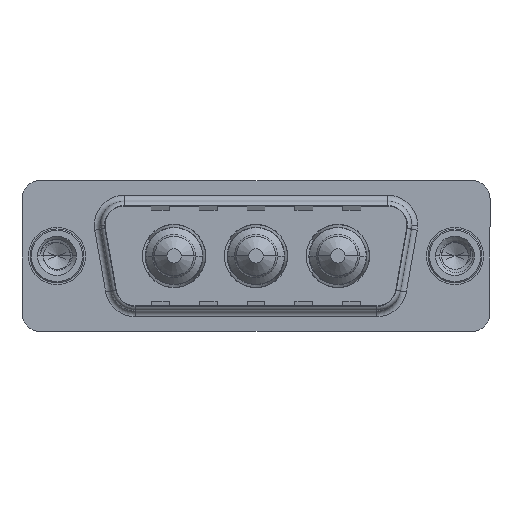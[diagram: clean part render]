
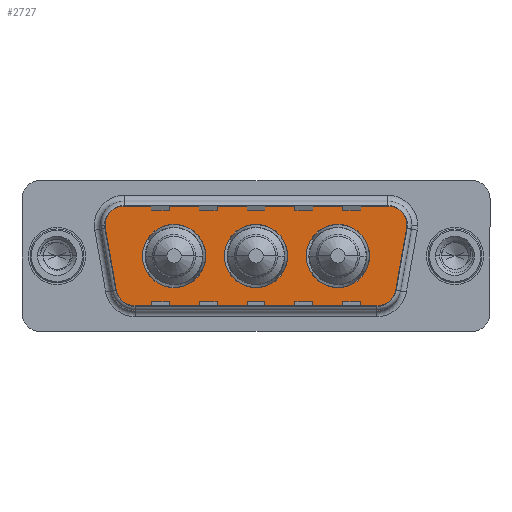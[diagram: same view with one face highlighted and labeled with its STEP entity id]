
A CAD part, top view. The second image highlights one B-rep face of the part: STEP entity #2727.
In plain terms, the highlighted planar face has unit normal (0, 0, 1).
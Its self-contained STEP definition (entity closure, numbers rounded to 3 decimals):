
#26 = CARTESIAN_POINT ( 'NONE',  ( 29.859, 2.553, 0. ) ) ;
#147 = CIRCLE ( 'NONE', #16460, 2.65 ) ;
#336 = DIRECTION ( 'NONE',  ( 0., 0., 1. ) ) ;
#421 = VERTEX_POINT ( 'NONE', #18057 ) ;
#436 = EDGE_CURVE ( 'NONE', #10934, #10754, #147, .T. ) ;
#546 = DIRECTION ( 'NONE',  ( 1., 0., 0. ) ) ;
#643 = DIRECTION ( 'NONE',  ( 0., 0., 1. ) ) ;
#744 = DIRECTION ( 'NONE',  ( -1., 0., 0. ) ) ;
#873 = AXIS2_PLACEMENT_3D ( 'NONE', #2139, #13062, #3655 ) ;
#892 = CARTESIAN_POINT ( 'NONE',  ( 28.836, -3.247, 0. ) ) ;
#1202 = ORIENTED_EDGE ( 'NONE', *, *, #3874, .F. ) ;
#1287 = VERTEX_POINT ( 'NONE', #892 ) ;
#1331 = AXIS2_PLACEMENT_3D ( 'NONE', #15610, #10316, #10662 ) ;
#1417 = EDGE_CURVE ( 'NONE', #4195, #6471, #3906, .T. ) ;
#1535 = LINE ( 'NONE', #4808, #5109 ) ;
#1557 = CARTESIAN_POINT ( 'NONE',  ( 20.85, 0., 0. ) ) ;
#1894 = ORIENTED_EDGE ( 'NONE', *, *, #13196, .T. ) ;
#2139 = CARTESIAN_POINT ( 'NONE',  ( 26.866, -2.9, 0. ) ) ;
#2224 = CIRCLE ( 'NONE', #19339, 2.65 ) ;
#2679 = FACE_BOUND ( 'NONE', #14695, .T. ) ;
#2702 = CARTESIAN_POINT ( 'NONE',  ( 26.866, -4.9, 0. ) ) ;
#2727 = ADVANCED_FACE ( 'NONE', ( #6297, #6787, #2679, #10492 ), #6302, .T. ) ;
#2854 = ORIENTED_EDGE ( 'NONE', *, *, #5746, .F. ) ;
#2934 = DIRECTION ( 'NONE',  ( -1., 0., 0. ) ) ;
#3306 = CIRCLE ( 'NONE', #13050, 2. ) ;
#3393 = AXIS2_PLACEMENT_3D ( 'NONE', #18109, #10250, #12279 ) ;
#3483 = DIRECTION ( 'NONE',  ( 0., 0., 1. ) ) ;
#3545 = AXIS2_PLACEMENT_3D ( 'NONE', #19009, #9763, #546 ) ;
#3645 = DIRECTION ( 'NONE',  ( 1., 0., 0. ) ) ;
#3655 = DIRECTION ( 'NONE',  ( 1., 0., 0. ) ) ;
#3713 = EDGE_LOOP ( 'NONE', ( #4492, #13620 ) ) ;
#3754 = EDGE_CURVE ( 'NONE', #19236, #11403, #2224, .T. ) ;
#3815 = DIRECTION ( 'NONE',  ( 0., 0., 1. ) ) ;
#3874 = EDGE_CURVE ( 'NONE', #6596, #18182, #4336, .T. ) ;
#3906 = CIRCLE ( 'NONE', #1331, 2. ) ;
#4078 = CIRCLE ( 'NONE', #873, 2. ) ;
#4099 = CARTESIAN_POINT ( 'NONE',  ( 3.441, 2.553, 0. ) ) ;
#4195 = VERTEX_POINT ( 'NONE', #19675 ) ;
#4336 = CIRCLE ( 'NONE', #3393, 2.65 ) ;
#4441 = EDGE_CURVE ( 'NONE', #13081, #14795, #12201, .T. ) ;
#4492 = ORIENTED_EDGE ( 'NONE', *, *, #436, .F. ) ;
#4618 = CARTESIAN_POINT ( 'NONE',  ( 14., 0., 0. ) ) ;
#4777 = DIRECTION ( 'NONE',  ( 1., 0., 0. ) ) ;
#4808 = CARTESIAN_POINT ( 'NONE',  ( 6.434, -4.9, 0. ) ) ;
#4807 = CARTESIAN_POINT ( 'NONE',  ( 12.45, 0., 0. ) ) ;
#4915 = DIRECTION ( 'NONE',  ( 0., 0., 1. ) ) ;
#4977 = CARTESIAN_POINT ( 'NONE',  ( 7.15, 0., 0. ) ) ;
#4986 = CIRCLE ( 'NONE', #16899, 2.65 ) ;
#4997 = ORIENTED_EDGE ( 'NONE', *, *, #4441, .T. ) ;
#5109 = VECTOR ( 'NONE', #4777, 1000. ) ;
#5233 = DIRECTION ( 'NONE',  ( 0., 0., 1. ) ) ;
#5602 = CARTESIAN_POINT ( 'NONE',  ( 16.65, 0., 0. ) ) ;
#5725 = AXIS2_PLACEMENT_3D ( 'NONE', #6999, #643, #2934 ) ;
#5746 = EDGE_CURVE ( 'NONE', #18182, #6596, #6185, .T. ) ;
#6185 = CIRCLE ( 'NONE', #9018, 2.65 ) ;
#6237 = VECTOR ( 'NONE', #744, 1000. ) ;
#6297 = FACE_BOUND ( 'NONE', #3713, .T. ) ;
#6302 = PLANE ( 'NONE',  #14798 ) ;
#6471 = VERTEX_POINT ( 'NONE', #11831 ) ;
#6596 = VERTEX_POINT ( 'NONE', #4977 ) ;
#6787 = FACE_BOUND ( 'NONE', #13791, .T. ) ;
#6891 = CARTESIAN_POINT ( 'NONE',  ( 5.411, 2.9, 0. ) ) ;
#6999 = CARTESIAN_POINT ( 'NONE',  ( 27.889, 2.9, 0. ) ) ;
#7051 = LINE ( 'NONE', #26, #11232 ) ;
#7266 = CIRCLE ( 'NONE', #3545, 2.65 ) ;
#7307 = LINE ( 'NONE', #8901, #11501 ) ;
#7946 = VERTEX_POINT ( 'NONE', #4099 ) ;
#8486 = DIRECTION ( 'NONE',  ( 1., 0., 0. ) ) ;
#8686 = EDGE_CURVE ( 'NONE', #6471, #15132, #1535, .T. ) ;
#8901 = CARTESIAN_POINT ( 'NONE',  ( 3.441, 2.553, 0. ) ) ;
#9018 = AXIS2_PLACEMENT_3D ( 'NONE', #19134, #3483, #3645 ) ;
#9430 = CARTESIAN_POINT ( 'NONE',  ( 29.859, 2.553, 0. ) ) ;
#9458 = EDGE_CURVE ( 'NONE', #7946, #4195, #7307, .T. ) ;
#9537 = CARTESIAN_POINT ( 'NONE',  ( 26.15, 0., 0. ) ) ;
#9553 = CARTESIAN_POINT ( 'NONE',  ( 27.889, 2.9, 0. ) ) ;
#9621 = CARTESIAN_POINT ( 'NONE',  ( 19.3, 0., 0. ) ) ;
#9759 = EDGE_CURVE ( 'NONE', #1287, #13081, #7051, .T. ) ;
#9763 = DIRECTION ( 'NONE',  ( 0., 0., 1. ) ) ;
#10250 = DIRECTION ( 'NONE',  ( 0., 0., 1. ) ) ;
#10316 = DIRECTION ( 'NONE',  ( 0., 0., 1. ) ) ;
#10492 = FACE_OUTER_BOUND ( 'NONE', #10573, .T. ) ;
#10525 = DIRECTION ( 'NONE',  ( 0.174, -0.985, 0. ) ) ;
#10573 = EDGE_LOOP ( 'NONE', ( #19295, #15126, #4997, #1894, #11748, #11083, #19313, #13804, #18864 ) ) ;
#10662 = DIRECTION ( 'NONE',  ( -1., 0., 0. ) ) ;
#10754 = VERTEX_POINT ( 'NONE', #4618 ) ;
#10886 = ORIENTED_EDGE ( 'NONE', *, *, #10956, .F. ) ;
#10916 = LINE ( 'NONE', #14748, #6237 ) ;
#10934 = VERTEX_POINT ( 'NONE', #9621 ) ;
#10956 = EDGE_CURVE ( 'NONE', #11403, #19236, #7266, .T. ) ;
#11083 = ORIENTED_EDGE ( 'NONE', *, *, #14274, .T. ) ;
#11162 = DIRECTION ( 'NONE',  ( -1., 0., 0. ) ) ;
#11232 = VECTOR ( 'NONE', #17008, 1000. ) ;
#11382 = CARTESIAN_POINT ( 'NONE',  ( 29.889, 2.9, 0. ) ) ;
#11403 = VERTEX_POINT ( 'NONE', #9537 ) ;
#11475 = CARTESIAN_POINT ( 'NONE',  ( 5.411, 4.9, 0. ) ) ;
#11501 = VECTOR ( 'NONE', #10525, 1000. ) ;
#11748 = ORIENTED_EDGE ( 'NONE', *, *, #12296, .T. ) ;
#11831 = CARTESIAN_POINT ( 'NONE',  ( 6.434, -4.9, 0. ) ) ;
#12201 = CIRCLE ( 'NONE', #5725, 2. ) ;
#12279 = DIRECTION ( 'NONE',  ( 1., 0., 0. ) ) ;
#12296 = EDGE_CURVE ( 'NONE', #421, #18926, #10916, .T. ) ;
#12612 = ORIENTED_EDGE ( 'NONE', *, *, #3754, .F. ) ;
#12773 = EDGE_CURVE ( 'NONE', #10754, #10934, #4986, .T. ) ;
#12840 = DIRECTION ( 'NONE',  ( 1., 0., 0. ) ) ;
#13050 = AXIS2_PLACEMENT_3D ( 'NONE', #9553, #336, #11162 ) ;
#13062 = DIRECTION ( 'NONE',  ( 0., 0., 1. ) ) ;
#13081 = VERTEX_POINT ( 'NONE', #9430 ) ;
#13196 = EDGE_CURVE ( 'NONE', #14795, #421, #3306, .T. ) ;
#13367 = DIRECTION ( 'NONE',  ( 0., 0., 1. ) ) ;
#13620 = ORIENTED_EDGE ( 'NONE', *, *, #12773, .F. ) ;
#13791 = EDGE_LOOP ( 'NONE', ( #10886, #12612 ) ) ;
#13804 = ORIENTED_EDGE ( 'NONE', *, *, #1417, .T. ) ;
#14274 = EDGE_CURVE ( 'NONE', #18926, #7946, #14747, .T. ) ;
#14338 = CARTESIAN_POINT ( 'NONE',  ( 26.866, -2.9, 0. ) ) ;
#14667 = CARTESIAN_POINT ( 'NONE',  ( 16.65, 0., 0. ) ) ;
#14695 = EDGE_LOOP ( 'NONE', ( #2854, #1202 ) ) ;
#14747 = CIRCLE ( 'NONE', #14916, 2. ) ;
#14748 = CARTESIAN_POINT ( 'NONE',  ( 5.411, 4.9, 0. ) ) ;
#14795 = VERTEX_POINT ( 'NONE', #11382 ) ;
#14798 = AXIS2_PLACEMENT_3D ( 'NONE', #14338, #13367, #18834 ) ;
#14916 = AXIS2_PLACEMENT_3D ( 'NONE', #6891, #17768, #8486 ) ;
#15126 = ORIENTED_EDGE ( 'NONE', *, *, #9759, .T. ) ;
#15132 = VERTEX_POINT ( 'NONE', #2702 ) ;
#15610 = CARTESIAN_POINT ( 'NONE',  ( 6.434, -2.9, 0. ) ) ;
#15743 = DIRECTION ( 'NONE',  ( 1., 0., 0. ) ) ;
#16224 = DIRECTION ( 'NONE',  ( 1., 0., 0. ) ) ;
#16460 = AXIS2_PLACEMENT_3D ( 'NONE', #5602, #4915, #15743 ) ;
#16899 = AXIS2_PLACEMENT_3D ( 'NONE', #14667, #5233, #16224 ) ;
#17008 = DIRECTION ( 'NONE',  ( 0.174, 0.985, 0. ) ) ;
#17386 = EDGE_CURVE ( 'NONE', #15132, #1287, #4078, .T. ) ;
#17768 = DIRECTION ( 'NONE',  ( 0., 0., 1. ) ) ;
#18057 = CARTESIAN_POINT ( 'NONE',  ( 27.889, 4.9, 0. ) ) ;
#18109 = CARTESIAN_POINT ( 'NONE',  ( 9.8, 0., 0. ) ) ;
#18182 = VERTEX_POINT ( 'NONE', #4807 ) ;
#18198 = CARTESIAN_POINT ( 'NONE',  ( 23.5, 0., 0. ) ) ;
#18834 = DIRECTION ( 'NONE',  ( 1., 0., 0. ) ) ;
#18864 = ORIENTED_EDGE ( 'NONE', *, *, #8686, .T. ) ;
#18926 = VERTEX_POINT ( 'NONE', #11475 ) ;
#19009 = CARTESIAN_POINT ( 'NONE',  ( 23.5, 0., 0. ) ) ;
#19134 = CARTESIAN_POINT ( 'NONE',  ( 9.8, 0., 0. ) ) ;
#19236 = VERTEX_POINT ( 'NONE', #1557 ) ;
#19295 = ORIENTED_EDGE ( 'NONE', *, *, #17386, .T. ) ;
#19313 = ORIENTED_EDGE ( 'NONE', *, *, #9458, .T. ) ;
#19339 = AXIS2_PLACEMENT_3D ( 'NONE', #18198, #3815, #12840 ) ;
#19675 = CARTESIAN_POINT ( 'NONE',  ( 4.464, -3.247, 0. ) ) ;
